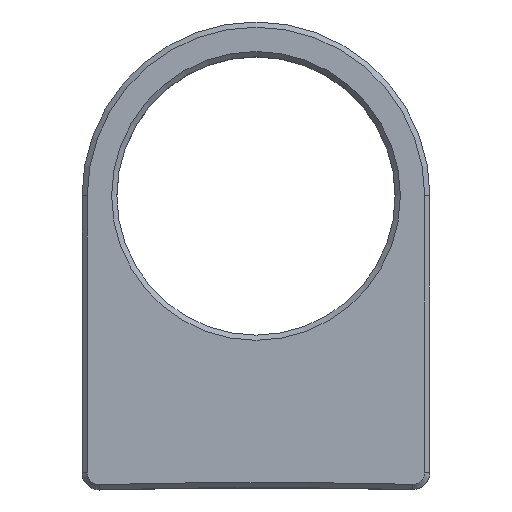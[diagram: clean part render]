
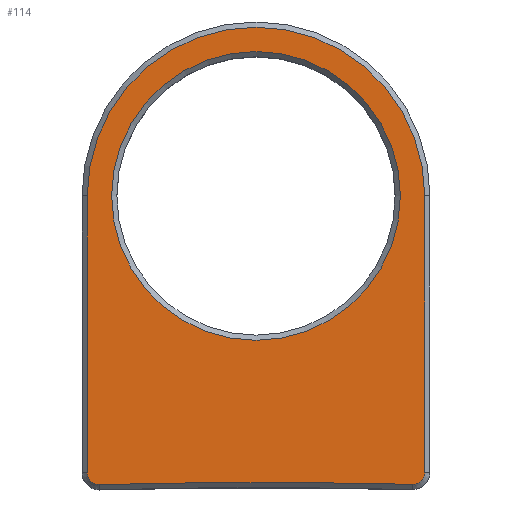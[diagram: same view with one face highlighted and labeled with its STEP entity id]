
A CAD part, top view. The second image highlights one B-rep face of the part: STEP entity #114.
In plain terms, the highlighted planar face has unit normal (0, 0, 1).
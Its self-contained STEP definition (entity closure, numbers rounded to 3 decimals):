
#53=FACE_BOUND('',#182,.T.);
#54=FACE_BOUND('',#183,.T.);
#82=CIRCLE('',#517,8.3);
#83=CIRCLE('',#519,348.769);
#84=CIRCLE('',#520,0.7);
#85=CIRCLE('',#521,9.7);
#86=CIRCLE('',#522,0.7);
#114=ADVANCED_FACE('',(#53,#54),#141,.T.);
#141=PLANE('',#523);
#182=EDGE_LOOP('',(#247,#248,#249,#250,#251,#252));
#183=EDGE_LOOP('',(#253));
#247=ORIENTED_EDGE('',*,*,#399,.T.);
#248=ORIENTED_EDGE('',*,*,#400,.T.);
#249=ORIENTED_EDGE('',*,*,#401,.F.);
#250=ORIENTED_EDGE('',*,*,#402,.F.);
#251=ORIENTED_EDGE('',*,*,#403,.F.);
#252=ORIENTED_EDGE('',*,*,#404,.T.);
#253=ORIENTED_EDGE('',*,*,#397,.F.);
#353=VERTEX_POINT('',#753);
#354=VERTEX_POINT('',#757);
#355=VERTEX_POINT('',#758);
#356=VERTEX_POINT('',#760);
#357=VERTEX_POINT('',#762);
#358=VERTEX_POINT('',#764);
#359=VERTEX_POINT('',#766);
#397=EDGE_CURVE('',#353,#353,#82,.T.);
#399=EDGE_CURVE('',#354,#355,#83,.T.);
#400=EDGE_CURVE('',#355,#356,#84,.T.);
#401=EDGE_CURVE('',#357,#356,#449,.T.);
#402=EDGE_CURVE('',#358,#357,#85,.T.);
#403=EDGE_CURVE('',#359,#358,#450,.T.);
#404=EDGE_CURVE('',#359,#354,#86,.T.);
#449=LINE('',#761,#480);
#450=LINE('',#765,#481);
#480=VECTOR('',#611,1.);
#481=VECTOR('',#614,1.);
#517=AXIS2_PLACEMENT_3D('',#752,#602,#603);
#519=AXIS2_PLACEMENT_3D('',#756,#607,#608);
#520=AXIS2_PLACEMENT_3D('',#759,#609,#610);
#521=AXIS2_PLACEMENT_3D('',#763,#612,#613);
#522=AXIS2_PLACEMENT_3D('',#767,#615,#616);
#523=AXIS2_PLACEMENT_3D('',#768,#617,#618);
#602=DIRECTION('',(0.,0.,1.));
#603=DIRECTION('',(-1.,0.,0.));
#607=DIRECTION('',(0.,0.,-1.));
#608=DIRECTION('',(1.,0.,0.));
#609=DIRECTION('',(0.,0.,1.));
#610=DIRECTION('',(1.,0.,0.));
#611=DIRECTION('',(0.,-1.,0.));
#612=DIRECTION('',(0.,0.,-1.));
#613=DIRECTION('',(-1.,0.,0.));
#614=DIRECTION('',(0.,1.,0.));
#615=DIRECTION('',(0.,0.,1.));
#616=DIRECTION('',(1.,0.,0.));
#617=DIRECTION('',(0.,0.,1.));
#618=DIRECTION('',(-1.,0.,0.));
#752=CARTESIAN_POINT('',(-101.876,-28.199,51.9));
#753=CARTESIAN_POINT('',(-93.576,-28.199,51.9));
#756=CARTESIAN_POINT('',(-101.573,-393.436,51.9));
#757=CARTESIAN_POINT('',(-110.857,-44.791,51.9));
#758=CARTESIAN_POINT('',(-92.893,-44.775,51.9));
#759=CARTESIAN_POINT('',(-92.876,-44.076,51.9));
#760=CARTESIAN_POINT('',(-92.176,-44.076,51.9));
#761=CARTESIAN_POINT('',(-92.176,-46.199,51.9));
#762=CARTESIAN_POINT('',(-92.176,-28.199,51.9));
#763=CARTESIAN_POINT('',(-101.876,-28.199,51.9));
#764=CARTESIAN_POINT('',(-111.576,-28.199,51.9));
#765=CARTESIAN_POINT('',(-111.576,-46.199,51.9));
#766=CARTESIAN_POINT('',(-111.576,-44.091,51.9));
#767=CARTESIAN_POINT('',(-110.876,-44.091,51.9));
#768=CARTESIAN_POINT('',(-91.876,-46.199,51.9));
